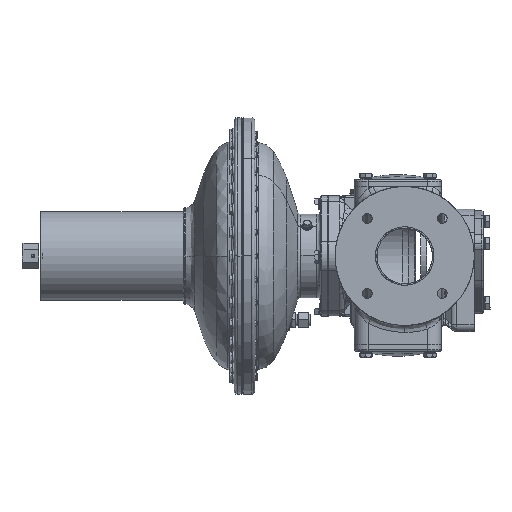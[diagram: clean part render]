
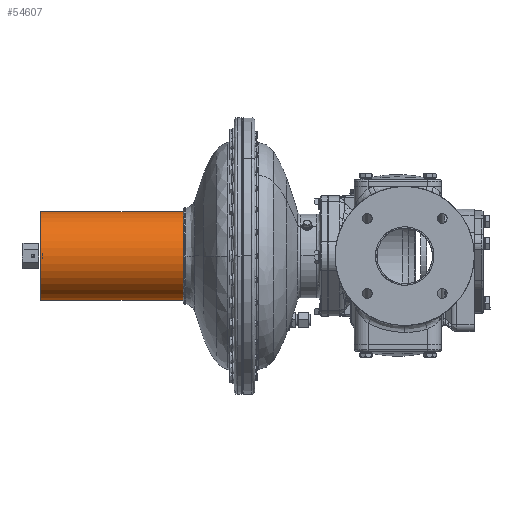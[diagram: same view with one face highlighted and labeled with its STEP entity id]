
A CAD part, left-side view. The second image highlights one B-rep face of the part: STEP entity #54607.
In plain terms, the highlighted cylindrical face has radius 63.5 mm (diameter 127 mm), a partial arc.
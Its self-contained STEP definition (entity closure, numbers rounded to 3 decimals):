
#1674 = DIRECTION ( 'NONE',  ( 0., 0., -1. ) ) ;
#11650 = DIRECTION ( 'NONE',  ( 0., 0., -1. ) ) ;
#17048 = DIRECTION ( 'NONE',  ( 0., 1., 0. ) ) ;
#26532 = VECTOR ( 'NONE', #26929, 1000. ) ;
#26929 = DIRECTION ( 'NONE',  ( 0., -1., 0. ) ) ;
#41984 = CYLINDRICAL_SURFACE ( 'NONE', #105987, 63.5 ) ;
#48147 = EDGE_CURVE ( 'NONE', #181541, #126132, #179446, .T. ) ;
#50556 = CIRCLE ( 'NONE', #71252, 63.5 ) ;
#54607 = ADVANCED_FACE ( 'NONE', ( #156819 ), #41984, .T. ) ;
#58754 = ORIENTED_EDGE ( 'NONE', *, *, #78856, .T. ) ;
#63597 = AXIS2_PLACEMENT_3D ( 'NONE', #103173, #17048, #117577 ) ;
#64888 = CARTESIAN_POINT ( 'NONE',  ( 0., 523.28, 63.5 ) ) ;
#71252 = AXIS2_PLACEMENT_3D ( 'NONE', #183886, #97738, #11650 ) ;
#73968 = CARTESIAN_POINT ( 'NONE',  ( 0., 523.28, 0. ) ) ;
#78856 = EDGE_CURVE ( 'NONE', #147351, #181541, #50556, .T. ) ;
#79226 = EDGE_CURVE ( 'NONE', #131966, #147351, #100004, .T. ) ;
#79310 = DIRECTION ( 'NONE',  ( 0., 1., 0. ) ) ;
#81558 = ORIENTED_EDGE ( 'NONE', *, *, #79226, .T. ) ;
#86825 = CARTESIAN_POINT ( 'NONE',  ( 0., 318.28, -63.5 ) ) ;
#89976 = EDGE_CURVE ( 'NONE', #126132, #131966, #123316, .T. ) ;
#97738 = DIRECTION ( 'NONE',  ( 0., -1., 0. ) ) ;
#97780 = CARTESIAN_POINT ( 'NONE',  ( 0., 318.28, 63.5 ) ) ;
#100004 = LINE ( 'NONE', #64888, #133708 ) ;
#103173 = CARTESIAN_POINT ( 'NONE',  ( 0., 318.28, 0. ) ) ;
#105987 = AXIS2_PLACEMENT_3D ( 'NONE', #73968, #173967, #1674 ) ;
#117577 = DIRECTION ( 'NONE',  ( 0., 0., -1. ) ) ;
#123316 = CIRCLE ( 'NONE', #63597, 63.5 ) ;
#126132 = VERTEX_POINT ( 'NONE', #86825 ) ;
#131966 = VERTEX_POINT ( 'NONE', #97780 ) ;
#133708 = VECTOR ( 'NONE', #79310, 1000. ) ;
#140771 = CARTESIAN_POINT ( 'NONE',  ( 0., 523.28, -63.5 ) ) ;
#147351 = VERTEX_POINT ( 'NONE', #171965 ) ;
#156819 = FACE_OUTER_BOUND ( 'NONE', #163770, .T. ) ;
#163770 = EDGE_LOOP ( 'NONE', ( #182141, #165348, #81558, #58754 ) ) ;
#165348 = ORIENTED_EDGE ( 'NONE', *, *, #89976, .T. ) ;
#171965 = CARTESIAN_POINT ( 'NONE',  ( 0., 523.28, 63.5 ) ) ;
#173967 = DIRECTION ( 'NONE',  ( 0., -1., 0. ) ) ;
#179446 = LINE ( 'NONE', #140771, #26532 ) ;
#181541 = VERTEX_POINT ( 'NONE', #184638 ) ;
#182141 = ORIENTED_EDGE ( 'NONE', *, *, #48147, .T. ) ;
#183886 = CARTESIAN_POINT ( 'NONE',  ( 0., 523.28, 0. ) ) ;
#184638 = CARTESIAN_POINT ( 'NONE',  ( 0., 523.28, -63.5 ) ) ;
